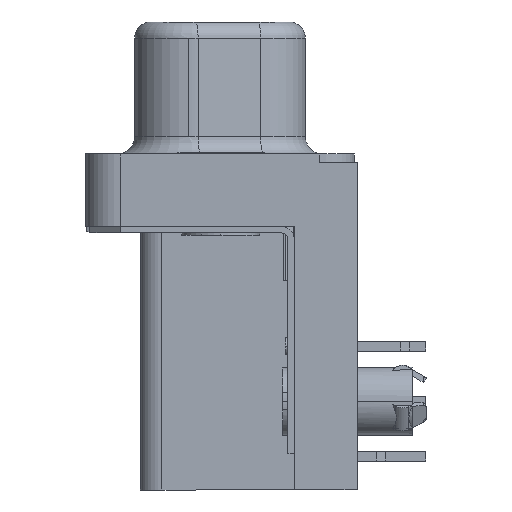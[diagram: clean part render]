
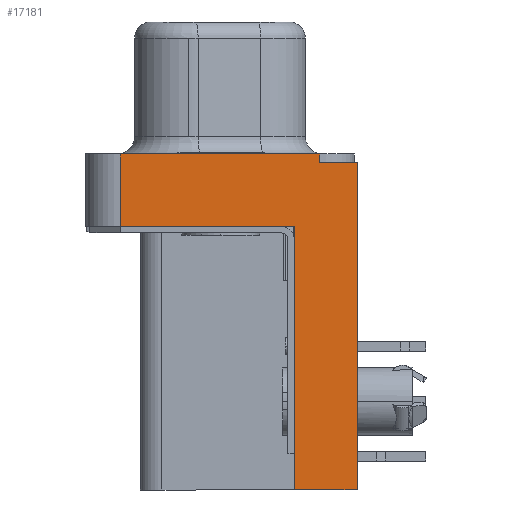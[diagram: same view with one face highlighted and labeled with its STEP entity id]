
A CAD part, left-side view. The second image highlights one B-rep face of the part: STEP entity #17181.
In plain terms, the highlighted face is planar.
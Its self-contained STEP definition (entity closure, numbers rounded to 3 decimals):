
#608 = EDGE_LOOP ( 'NONE', ( #47121, #31440, #45826, #5240, #12381, #1540, #37677, #10307 ) ) ;
#844 = DIRECTION ( 'NONE',  ( 0., 0., -1. ) ) ;
#1540 = ORIENTED_EDGE ( 'NONE', *, *, #28006, .T. ) ;
#2029 = CARTESIAN_POINT ( 'NONE',  ( 26.52, 0., 0. ) ) ;
#2396 = LINE ( 'NONE', #17958, #18564 ) ;
#2611 = LINE ( 'NONE', #33722, #25434 ) ;
#2667 = EDGE_CURVE ( 'NONE', #8947, #26665, #16494, .T. ) ;
#2669 = VECTOR ( 'NONE', #29230, 1000. ) ;
#2700 = DIRECTION ( 'NONE',  ( 0., -1., 0. ) ) ;
#2702 = CARTESIAN_POINT ( 'NONE',  ( 26.52, -0.4, -1.73 ) ) ;
#2979 = VERTEX_POINT ( 'NONE', #33683 ) ;
#3954 = VERTEX_POINT ( 'NONE', #30821 ) ;
#4476 = AXIS2_PLACEMENT_3D ( 'NONE', #48000, #16640, #20201 ) ;
#4888 = LINE ( 'NONE', #42874, #38878 ) ;
#5240 = ORIENTED_EDGE ( 'NONE', *, *, #47409, .F. ) ;
#6428 = LINE ( 'NONE', #26306, #15698 ) ;
#8947 = VERTEX_POINT ( 'NONE', #34016 ) ;
#10307 = ORIENTED_EDGE ( 'NONE', *, *, #2667, .T. ) ;
#12381 = ORIENTED_EDGE ( 'NONE', *, *, #50321, .T. ) ;
#12822 = FACE_OUTER_BOUND ( 'NONE', #608, .T. ) ;
#13600 = VERTEX_POINT ( 'NONE', #2029 ) ;
#14335 = DIRECTION ( 'NONE',  ( 0., 1., 0. ) ) ;
#14339 = DIRECTION ( 'NONE',  ( 0., 1., 0. ) ) ;
#15698 = VECTOR ( 'NONE', #14339, 1000. ) ;
#16494 = LINE ( 'NONE', #39949, #39111 ) ;
#16640 = DIRECTION ( 'NONE',  ( 1., 0., 0. ) ) ;
#17181 = ADVANCED_FACE ( 'NONE', ( #12822 ), #39577, .T. ) ;
#17958 = CARTESIAN_POINT ( 'NONE',  ( 26.52, 15.13, 0. ) ) ;
#18448 = CARTESIAN_POINT ( 'NONE',  ( 26.52, 2.95, -2.9 ) ) ;
#18564 = VECTOR ( 'NONE', #48803, 1000. ) ;
#19050 = EDGE_CURVE ( 'NONE', #3954, #39654, #2396, .T. ) ;
#19080 = CARTESIAN_POINT ( 'NONE',  ( 26.52, -0.4, -1.73 ) ) ;
#19417 = CARTESIAN_POINT ( 'NONE',  ( 26.52, 2.95, -10.95 ) ) ;
#20201 = DIRECTION ( 'NONE',  ( 0., 1., 0. ) ) ;
#21047 = EDGE_CURVE ( 'NONE', #32133, #8947, #37374, .T. ) ;
#21432 = EDGE_CURVE ( 'NONE', #42173, #26665, #37315, .T. ) ;
#23307 = LINE ( 'NONE', #38107, #41038 ) ;
#24315 = CARTESIAN_POINT ( 'NONE',  ( 26.52, 2.95, -2.9 ) ) ;
#25434 = VECTOR ( 'NONE', #14335, 1000. ) ;
#26306 = CARTESIAN_POINT ( 'NONE',  ( 26.52, 0., 0. ) ) ;
#26665 = VERTEX_POINT ( 'NONE', #19417 ) ;
#28006 = EDGE_CURVE ( 'NONE', #2979, #32133, #23307, .T. ) ;
#29230 = DIRECTION ( 'NONE',  ( 0., 0., -1. ) ) ;
#30821 = CARTESIAN_POINT ( 'NONE',  ( 26.52, 15.13, 0. ) ) ;
#31440 = ORIENTED_EDGE ( 'NONE', *, *, #46282, .T. ) ;
#32133 = VERTEX_POINT ( 'NONE', #19080 ) ;
#33509 = DIRECTION ( 'NONE',  ( 0., 0., -1. ) ) ;
#33611 = VECTOR ( 'NONE', #33509, 1000. ) ;
#33683 = CARTESIAN_POINT ( 'NONE',  ( 26.52, 0., -1.73 ) ) ;
#33722 = CARTESIAN_POINT ( 'NONE',  ( 26.52, 2.95, -2.9 ) ) ;
#34016 = CARTESIAN_POINT ( 'NONE',  ( 26.52, -0.4, -10.95 ) ) ;
#37315 = LINE ( 'NONE', #18448, #33611 ) ;
#37374 = LINE ( 'NONE', #2702, #2669 ) ;
#37677 = ORIENTED_EDGE ( 'NONE', *, *, #21047, .T. ) ;
#38107 = CARTESIAN_POINT ( 'NONE',  ( 26.52, 0., -1.73 ) ) ;
#38878 = VECTOR ( 'NONE', #844, 1000. ) ;
#39111 = VECTOR ( 'NONE', #44045, 1000. ) ;
#39577 = PLANE ( 'NONE',  #4476 ) ;
#39654 = VERTEX_POINT ( 'NONE', #49566 ) ;
#39949 = CARTESIAN_POINT ( 'NONE',  ( 26.52, -0.4, -10.95 ) ) ;
#41038 = VECTOR ( 'NONE', #2700, 1000. ) ;
#42173 = VERTEX_POINT ( 'NONE', #24315 ) ;
#42874 = CARTESIAN_POINT ( 'NONE',  ( 26.52, 0., 0. ) ) ;
#44045 = DIRECTION ( 'NONE',  ( 0., 1., 0. ) ) ;
#45826 = ORIENTED_EDGE ( 'NONE', *, *, #19050, .F. ) ;
#46282 = EDGE_CURVE ( 'NONE', #42173, #39654, #2611, .T. ) ;
#47121 = ORIENTED_EDGE ( 'NONE', *, *, #21432, .F. ) ;
#47409 = EDGE_CURVE ( 'NONE', #13600, #3954, #6428, .T. ) ;
#48000 = CARTESIAN_POINT ( 'NONE',  ( 26.52, 0., 0. ) ) ;
#48803 = DIRECTION ( 'NONE',  ( 0., 0., -1. ) ) ;
#49566 = CARTESIAN_POINT ( 'NONE',  ( 26.52, 15.13, -2.9 ) ) ;
#50321 = EDGE_CURVE ( 'NONE', #13600, #2979, #4888, .T. ) ;
